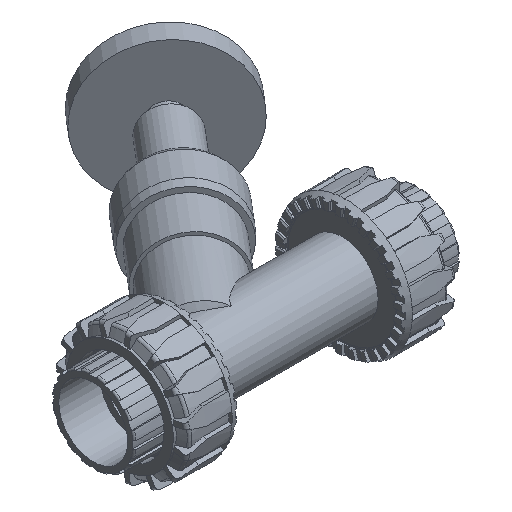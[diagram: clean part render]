
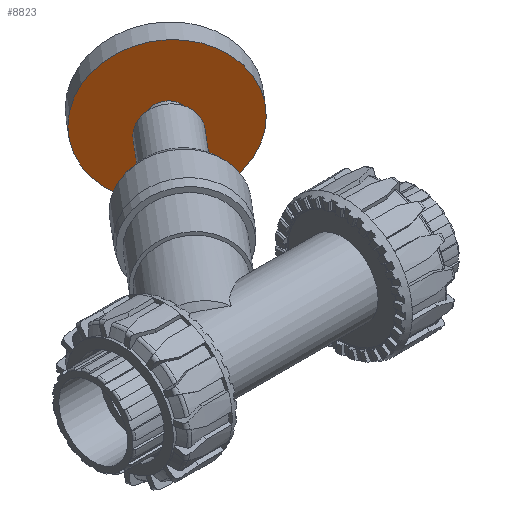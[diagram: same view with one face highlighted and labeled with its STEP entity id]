
A CAD part, isometric view. The second image highlights one B-rep face of the part: STEP entity #8823.
In plain terms, the highlighted planar face has unit normal (-0.643, -0.766, 0).
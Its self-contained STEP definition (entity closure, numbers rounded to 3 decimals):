
#1857=PLANE($,#9900);
#1907=FACE_BOUND($,#3307,.T.);
#2319=CIRCLE($,#9901,64.542);
#2320=CIRCLE($,#9902,16.);
#2787=FACE_OUTER_BOUND($,#3306,.T.);
#3306=EDGE_LOOP($,(#8254));
#3307=EDGE_LOOP($,(#8255));
#4302=VERTEX_POINT($,#16391);
#4303=VERTEX_POINT($,#16393);
#5624=EDGE_CURVE($,#4302,#4302,#2319,.T.);
#5625=EDGE_CURVE($,#4303,#4303,#2320,.T.);
#8254=ORIENTED_EDGE($,*,*,#5624,.T.);
#8255=ORIENTED_EDGE($,*,*,#5625,.F.);
#8823=ADVANCED_FACE($,(#2787,#1907),#1857,.T.);
#9900=AXIS2_PLACEMENT_3D($,#16390,#12617,#12618);
#9901=AXIS2_PLACEMENT_3D($,#16392,#12619,#12620);
#9902=AXIS2_PLACEMENT_3D($,#16394,#12621,#12622);
#12617=DIRECTION('center_axis',(-0.643,-0.766,0.));
#12618=DIRECTION('ref_axis',(0.,0.,1.));
#12619=DIRECTION('center_axis',(-0.643,-0.766,0.));
#12620=DIRECTION('ref_axis',(-0.766,0.643,0.));
#12621=DIRECTION('center_axis',(-0.643,-0.766,0.));
#12622=DIRECTION('ref_axis',(-0.766,0.643,0.));
#16390=CARTESIAN_POINT('Origin',(180.684,192.423,0.));
#16391=CARTESIAN_POINT('',(255.405,129.724,0.));
#16392=CARTESIAN_POINT('Origin',(205.963,171.211,0.));
#16393=CARTESIAN_POINT('',(218.22,160.926,0.));
#16394=CARTESIAN_POINT('Origin',(205.963,171.211,0.));
